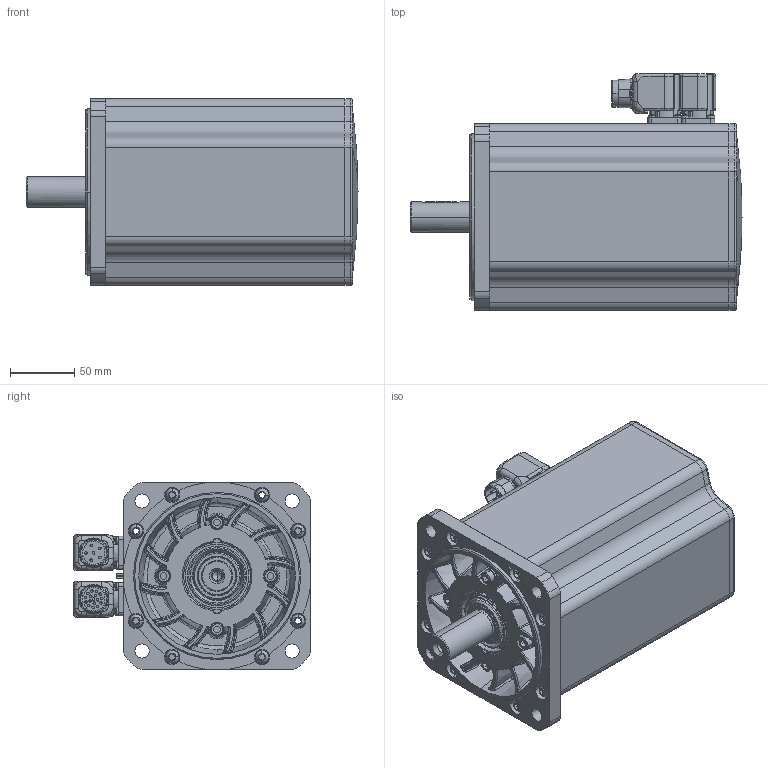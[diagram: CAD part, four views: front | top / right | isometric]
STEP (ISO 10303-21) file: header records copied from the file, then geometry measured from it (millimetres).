
FILE_DESCRIPTION((''),'2;1');
FILE_NAME('51146N-0_SW0001','2016-06-04T',('zhangyanli'),(''),'PRO/ENGINEER BY PARAMETRIC TECHNOLOGY CORPORATION, 2010430','PRO/ENGINEER BY PARAMETRIC TECHNOLOGY CORPORATION, 2010430','');
FILE_SCHEMA(('CONFIG_CONTROL_DESIGN'));
Length unit declared in the file: millimetre
Products named in the file (1): 51146N-0_SW0001
Bounding box: 258.2 x 184 x 145 mm (x, y, z)
Surface area: 200833.5 mm2 (no closed solid volume)
Topology: 0 solids, 57 shells, 1012 faces, 3128 edges, 2120 vertices
Faces by surface type: plane 281, cylinder 274, bspline 181, torus 140, cone 86, sphere 50
Entity records: 44098 total; most frequent: CARTESIAN_POINT 17476, DIRECTION 5586, ORIENTED_EDGE 5170, EDGE_CURVE 3124, AXIS2_PLACEMENT_3D 2265, VERTEX_POINT 2120, CIRCLE 1434, EDGE_LOOP 1123
